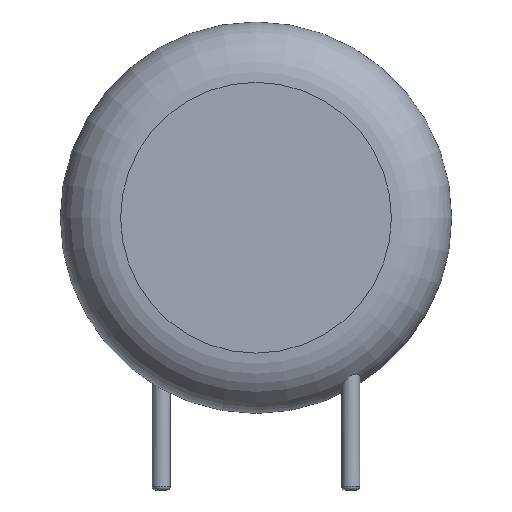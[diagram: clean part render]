
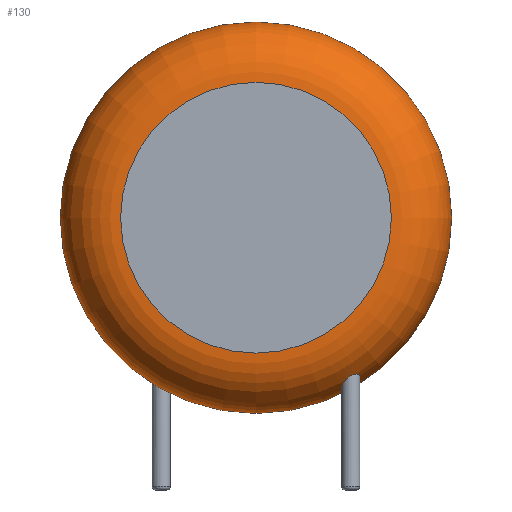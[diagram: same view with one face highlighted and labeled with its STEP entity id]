
A CAD part, front view. The second image highlights one B-rep face of the part: STEP entity #130.
In plain terms, the highlighted toroidal (fillet/blend) face has major radius 5.36 mm and minor radius 2.39 mm.
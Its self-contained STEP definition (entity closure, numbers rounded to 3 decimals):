
#24=VERTEX_POINT('',#25);
#25=CARTESIAN_POINT('',(11.5,-1.16,7.78));
#30=ORIENTED_EDGE('',*,*,#31,.T.);
#31=EDGE_CURVE('',#24,#24,#32,.T.);
#32=CIRCLE('',#33,7.75);
#33=AXIS2_PLACEMENT_3D('',#34,#35,#36);
#34=CARTESIAN_POINT('',(3.75,-1.16,7.78));
#35=DIRECTION('',(0.,-1.,0.));
#36=DIRECTION('',(1.,0.,0.));
#130=ADVANCED_FACE('',(#131,#147),#219,.T.);
#131=FACE_BOUND('',#132,.T.);
#132=EDGE_LOOP('',(#30,#133,#141,#146));
#133=ORIENTED_EDGE('',*,*,#134,.T.);
#134=EDGE_CURVE('',#24,#135,#137,.T.);
#135=VERTEX_POINT('',#136);
#136=CARTESIAN_POINT('',(9.11,-3.55,7.78));
#137=CIRCLE('',#138,2.39);
#138=AXIS2_PLACEMENT_3D('',#139,#140,#36);
#139=CARTESIAN_POINT('',(9.11,-1.16,7.78));
#140=DIRECTION('',(0.,0.,-1.));
#141=ORIENTED_EDGE('',*,*,#142,.F.);
#142=EDGE_CURVE('',#135,#135,#143,.T.);
#143=CIRCLE('',#144,5.36);
#144=AXIS2_PLACEMENT_3D('',#145,#35,#36);
#145=CARTESIAN_POINT('',(3.75,-3.55,7.78));
#146=ORIENTED_EDGE('',*,*,#134,.F.);
#147=FACE_BOUND('',#148,.T.);
#148=EDGE_LOOP('',(#149,#168));
#149=ORIENTED_EDGE('',*,*,#150,.T.);
#150=EDGE_CURVE('',#151,#153,#155,.T.);
#151=VERTEX_POINT('',#152);
#152=CARTESIAN_POINT('',(7.86,-2.2,1.492));
#153=VERTEX_POINT('',#154);
#154=CARTESIAN_POINT('',(7.506,-1.84,1.114));
#155=B_SPLINE_CURVE_WITH_KNOTS('',7,(#152,#156,#157,#158,#159,#160,#161,#162,#163,#164,#165,#166,#167,#154),.UNSPECIFIED.,.F.,.F.,(8,6,8),(0.,0.399,1.),.UNSPECIFIED.);
#156=CARTESIAN_POINT('',(7.86,-2.169,1.474));
#157=CARTESIAN_POINT('',(7.857,-2.137,1.455));
#158=CARTESIAN_POINT('',(7.85,-2.107,1.435));
#159=CARTESIAN_POINT('',(7.841,-2.077,1.414));
#160=CARTESIAN_POINT('',(7.829,-2.048,1.392));
#161=CARTESIAN_POINT('',(7.814,-2.021,1.37));
#162=CARTESIAN_POINT('',(7.769,-1.956,1.313));
#163=CARTESIAN_POINT('',(7.736,-1.921,1.279));
#164=CARTESIAN_POINT('',(7.698,-1.891,1.244));
#165=CARTESIAN_POINT('',(7.654,-1.867,1.209));
#166=CARTESIAN_POINT('',(7.607,-1.85,1.175));
#167=CARTESIAN_POINT('',(7.557,-1.841,1.143));
#168=ORIENTED_EDGE('',*,*,#169,.T.);
#169=EDGE_CURVE('',#153,#151,#170,.T.);
#170=B_SPLINE_CURVE_WITH_KNOTS('',7,(#154,#171,#172,#173,#174,#175,#176,#177,#178,#179,#180,#181,#182,#183,#184,#185,#186,#187,#188,#189,#190,#191,#192,#193,#194,#195,#196,#197,#198,#199,#200,#201,#202,#203,#204,#205,#206,#207,#208,#209,#210,#211,#212,#213,#214,#215,#216,#217,#218,#152),.UNSPECIFIED.,.F.,.F.,(8,6,6,6,6,6,6,6,8),(0.,0.206,0.308,0.359,0.507,0.647,0.819,0.892,1.),.UNSPECIFIED.);
#171=CARTESIAN_POINT('',(7.454,-1.839,1.085));
#172=CARTESIAN_POINT('',(7.401,-1.847,1.058));
#173=CARTESIAN_POINT('',(7.35,-1.864,1.036));
#174=CARTESIAN_POINT('',(7.302,-1.89,1.02));
#175=CARTESIAN_POINT('',(7.26,-1.923,1.01));
#176=CARTESIAN_POINT('',(7.224,-1.963,1.008));
#177=CARTESIAN_POINT('',(7.183,-2.028,1.014));
#178=CARTESIAN_POINT('',(7.171,-2.05,1.018));
#179=CARTESIAN_POINT('',(7.161,-2.074,1.024));
#180=CARTESIAN_POINT('',(7.153,-2.097,1.031));
#181=CARTESIAN_POINT('',(7.147,-2.122,1.039));
#182=CARTESIAN_POINT('',(7.143,-2.146,1.05));
#183=CARTESIAN_POINT('',(7.14,-2.182,1.067));
#184=CARTESIAN_POINT('',(7.14,-2.194,1.073));
#185=CARTESIAN_POINT('',(7.14,-2.206,1.08));
#186=CARTESIAN_POINT('',(7.14,-2.219,1.087));
#187=CARTESIAN_POINT('',(7.141,-2.231,1.094));
#188=CARTESIAN_POINT('',(7.142,-2.242,1.101));
#189=CARTESIAN_POINT('',(7.149,-2.288,1.131));
#190=CARTESIAN_POINT('',(7.158,-2.321,1.156));
#191=CARTESIAN_POINT('',(7.17,-2.352,1.182));
#192=CARTESIAN_POINT('',(7.186,-2.382,1.21));
#193=CARTESIAN_POINT('',(7.204,-2.41,1.239));
#194=CARTESIAN_POINT('',(7.226,-2.436,1.268));
#195=CARTESIAN_POINT('',(7.272,-2.481,1.326));
#196=CARTESIAN_POINT('',(7.297,-2.5,1.355));
#197=CARTESIAN_POINT('',(7.324,-2.517,1.383));
#198=CARTESIAN_POINT('',(7.353,-2.532,1.411));
#199=CARTESIAN_POINT('',(7.384,-2.544,1.439));
#200=CARTESIAN_POINT('',(7.417,-2.552,1.465));
#201=CARTESIAN_POINT('',(7.492,-2.562,1.518));
#202=CARTESIAN_POINT('',(7.536,-2.563,1.544));
#203=CARTESIAN_POINT('',(7.581,-2.557,1.566));
#204=CARTESIAN_POINT('',(7.624,-2.544,1.582));
#205=CARTESIAN_POINT('',(7.665,-2.525,1.592));
#206=CARTESIAN_POINT('',(7.703,-2.501,1.597));
#207=CARTESIAN_POINT('',(7.75,-2.46,1.595));
#208=CARTESIAN_POINT('',(7.763,-2.447,1.594));
#209=CARTESIAN_POINT('',(7.775,-2.433,1.591));
#210=CARTESIAN_POINT('',(7.787,-2.419,1.588));
#211=CARTESIAN_POINT('',(7.797,-2.404,1.584));
#212=CARTESIAN_POINT('',(7.807,-2.389,1.579));
#213=CARTESIAN_POINT('',(7.828,-2.35,1.566));
#214=CARTESIAN_POINT('',(7.839,-2.326,1.557));
#215=CARTESIAN_POINT('',(7.847,-2.301,1.546));
#216=CARTESIAN_POINT('',(7.854,-2.276,1.534));
#217=CARTESIAN_POINT('',(7.858,-2.251,1.521));
#218=CARTESIAN_POINT('',(7.86,-2.225,1.507));
#219=TOROIDAL_SURFACE('',#33,5.36,2.39);
